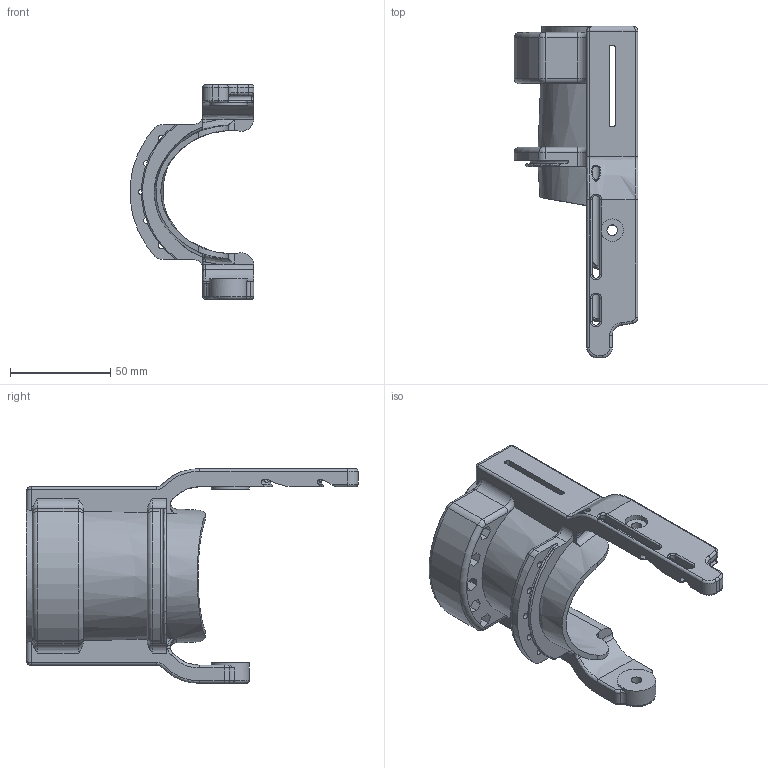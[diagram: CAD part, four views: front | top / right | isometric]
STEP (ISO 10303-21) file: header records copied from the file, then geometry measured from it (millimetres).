
FILE_DESCRIPTION(/* description */ (''),/* implementation_level */ '2;1');
FILE_NAME(/* name */ 'triceps cuff.stp',/* time_stamp */ '2014-07-29T16:49:55-04:00',/* author */ ('Jascha'),/* organization */ (''),/* preprocessor_version */ 'ST-DEVELOPER v15.6',/* originating_system */ 'Autodesk Inventor 2015',/* authorisation */ '');
FILE_SCHEMA (('AUTOMOTIVE_DESIGN { 1 0 10303 214 3 1 1 }'));
Length unit declared in the file: inch
Products named in the file (1): triceps cuff
Bounding box: 61.54 x 165.24 x 106.68 mm (x, y, z)
Volume: 119850.2 mm3; surface area: 46602.1 mm2
Topology: 1 solids, 1 shells, 284 faces, 775 edges, 482 vertices
Faces by surface type: cylinder 94, plane 92, bspline 57, torus 37, cone 4
Full cylindrical faces by diameter (mm): 3.175 x10, 3.81 x2, 5.334 x2, 11.176 x2, 19.05 x2
Entity records: 11936 total; most frequent: CARTESIAN_POINT 5298, ORIENTED_EDGE 1474, DIRECTION 1225, EDGE_CURVE 737, AXIS2_PLACEMENT_3D 477, VERTEX_POINT 469, EDGE_LOOP 334, FACE_OUTER_BOUND 282
